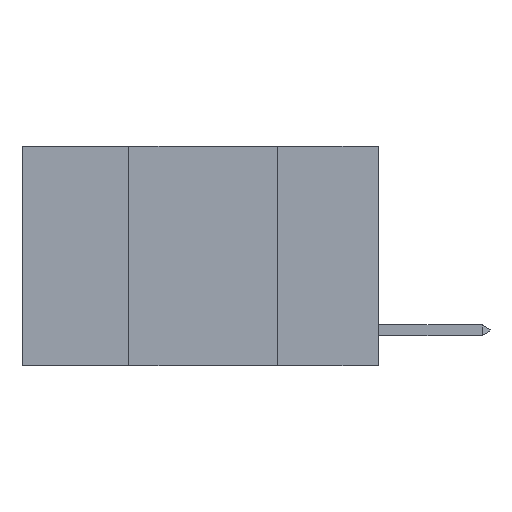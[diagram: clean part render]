
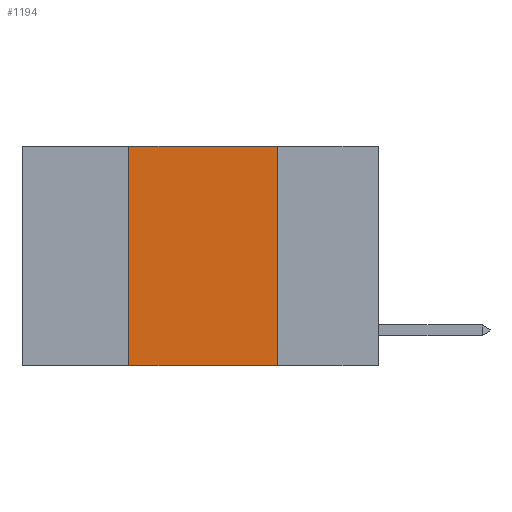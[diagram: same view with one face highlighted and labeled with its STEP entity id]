
A CAD part, left-side view. The second image highlights one B-rep face of the part: STEP entity #1194.
In plain terms, the highlighted planar face has unit normal (-1, 0, 0).
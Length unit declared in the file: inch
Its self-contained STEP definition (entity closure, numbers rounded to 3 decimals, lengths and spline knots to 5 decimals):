
#452 = VECTOR ( 'NONE', #8095, 39.37008 ) ;
#1194 = ADVANCED_FACE ( 'NONE', ( #2231 ), #15791, .F. ) ;
#1474 = DIRECTION ( 'NONE',  ( 1., 0., 0. ) ) ;
#1567 = CARTESIAN_POINT ( 'NONE',  ( 0., 0.17, 0. ) ) ;
#1834 = AXIS2_PLACEMENT_3D ( 'NONE', #8536, #1474, #9958 ) ;
#1839 = VECTOR ( 'NONE', #15648, 39.37008 ) ;
#1980 = VERTEX_POINT ( 'NONE', #11804 ) ;
#2231 = FACE_OUTER_BOUND ( 'NONE', #8923, .T. ) ;
#3580 = CARTESIAN_POINT ( 'NONE',  ( 0., 0.6, 0. ) ) ;
#3962 = VECTOR ( 'NONE', #12555, 39.37008 ) ;
#4360 = LINE ( 'NONE', #1567, #452 ) ;
#4870 = ORIENTED_EDGE ( 'NONE', *, *, #7437, .F. ) ;
#5141 = ORIENTED_EDGE ( 'NONE', *, *, #16333, .T. ) ;
#6296 = CARTESIAN_POINT ( 'NONE',  ( 0., 0.17, 0. ) ) ;
#6702 = VERTEX_POINT ( 'NONE', #9204 ) ;
#7072 = ORIENTED_EDGE ( 'NONE', *, *, #14111, .F. ) ;
#7136 = VERTEX_POINT ( 'NONE', #6296 ) ;
#7351 = ORIENTED_EDGE ( 'NONE', *, *, #16277, .F. ) ;
#7437 = EDGE_CURVE ( 'NONE', #7136, #15341, #4360, .T. ) ;
#7451 = LINE ( 'NONE', #3580, #3962 ) ;
#8095 = DIRECTION ( 'NONE',  ( 0., 0., -1. ) ) ;
#8235 = CARTESIAN_POINT ( 'NONE',  ( 0., 0.6, -0.37 ) ) ;
#8536 = CARTESIAN_POINT ( 'NONE',  ( 0., 0.6, 0. ) ) ;
#8923 = EDGE_LOOP ( 'NONE', ( #4870, #7072, #7351, #5141 ) ) ;
#9154 = LINE ( 'NONE', #10670, #1839 ) ;
#9204 = CARTESIAN_POINT ( 'NONE',  ( 0., 0.42, 0. ) ) ;
#9509 = DIRECTION ( 'NONE',  ( 0., -1., 0. ) ) ;
#9958 = DIRECTION ( 'NONE',  ( 0., 0., -1. ) ) ;
#10670 = CARTESIAN_POINT ( 'NONE',  ( 0., 0.42, 0. ) ) ;
#10938 = VECTOR ( 'NONE', #9509, 39.37008 ) ;
#11335 = LINE ( 'NONE', #8235, #10938 ) ;
#11804 = CARTESIAN_POINT ( 'NONE',  ( 0., 0.42, -0.37 ) ) ;
#12555 = DIRECTION ( 'NONE',  ( 0., -1., 0. ) ) ;
#13757 = CARTESIAN_POINT ( 'NONE',  ( 0., 0.17, -0.37 ) ) ;
#14111 = EDGE_CURVE ( 'NONE', #6702, #7136, #7451, .T. ) ;
#15341 = VERTEX_POINT ( 'NONE', #13757 ) ;
#15648 = DIRECTION ( 'NONE',  ( 0., 0., 1. ) ) ;
#15791 = PLANE ( 'NONE',  #1834 ) ;
#16277 = EDGE_CURVE ( 'NONE', #1980, #6702, #9154, .T. ) ;
#16333 = EDGE_CURVE ( 'NONE', #1980, #15341, #11335, .T. ) ;
